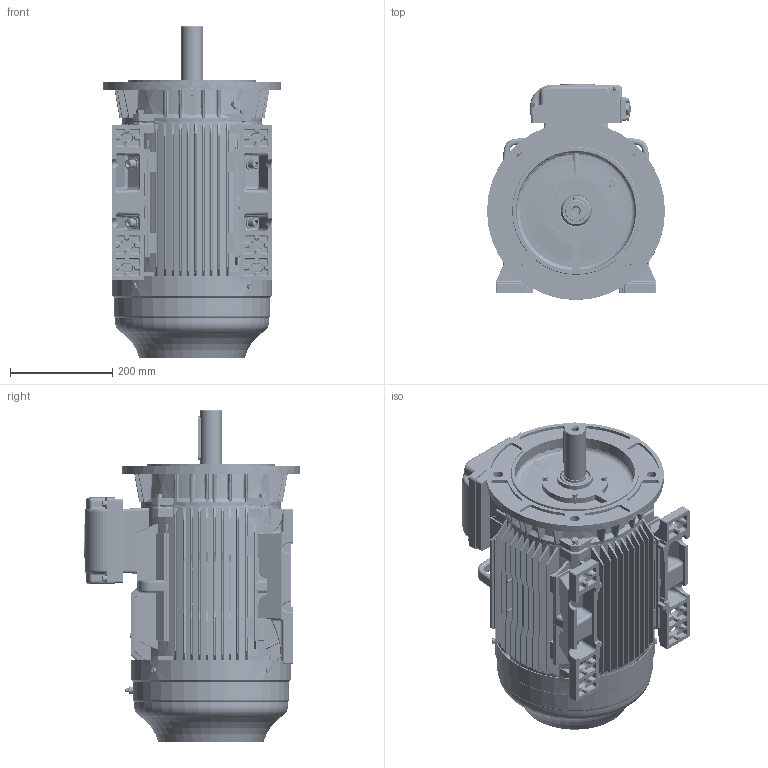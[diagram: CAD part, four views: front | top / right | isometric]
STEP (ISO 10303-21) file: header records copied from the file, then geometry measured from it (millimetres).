
FILE_DESCRIPTION (( 'STEP AP203' ), '1' );
FILE_NAME ('SWE160L-B35.STEP', '2015-09-17T07:22:39', ( 'Sky123.Org' ), ( 'Sky123.Org' ), 'SwSTEP 2.0', 'SolidWorks 2012', '' );
FILE_SCHEMA (( 'CONFIG_CONTROL_DESIGN' ));
Length unit declared in the file: millimetre
Products named in the file (1): SWE160L-B35
Bounding box: 348 x 422 x 649 mm (x, y, z)
Volume: 30845501.9 mm3; surface area: 2479868.8 mm2
Topology: 98 solids, 120 shells, 8448 faces, 22419 edges, 14300 vertices
Faces by surface type: cylinder 3768, plane 2745, bspline 748, cone 731, torus 284, sphere 172
Entity records: 327426 total; most frequent: CARTESIAN_POINT 132814, ORIENTED_EDGE 44550, DIRECTION 36718, EDGE_CURVE 22275, VERTEX_POINT 14270, AXIS2_PLACEMENT_3D 13395, LINE 9928, VECTOR 9928
